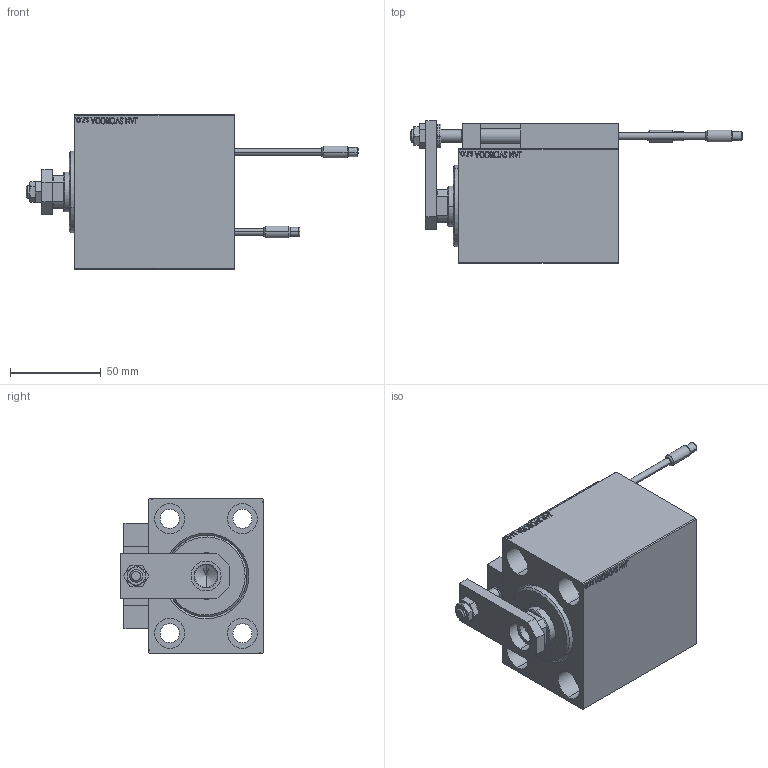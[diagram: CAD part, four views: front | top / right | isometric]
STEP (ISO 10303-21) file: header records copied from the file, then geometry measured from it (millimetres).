
FILE_DESCRIPTION (( 'STEP AP203' ), '1' );
FILE_NAME ('8e73.STEP', '2021-03-19T00:49:52', ( '' ), ( '' ), 'SwSTEP 2.0', 'SolidWorks 2019', '' );
FILE_SCHEMA (( 'CONFIG_CONTROL_DESIGN' ));
Length unit declared in the file: millimetre
Products named in the file (16): V450CM_C_VCP a07e8d9a3b65af03e462b9bd9ecebc9a; ALLEN BOLT D8 a07e8d9a3b65af03e462b9bd9ecebc9a; SWITCH X a07e8d9a3b65af03e462b9bd9ecebc9a; SWITCH DIM B,W a07e8d9a3b65af03e462b9bd9ecebc9a; V450CM_C a07e8d9a3b65af03e462b9bd9ecebc9a; MAGNET a07e8d9a3b65af03e462b9bd9ecebc9a; Block a07e8d9a3b65af03e462b9bd9ecebc9a; ZARAZKA a07e8d9a3b65af03e462b9bd9ecebc9a; 8e73; ALLEN BOLT D5 a07e8d9a3b65af03e462b9bd9ecebc9a; NUT_D12 a07e8d9a3b65af03e462b9bd9ecebc9a; KONCOVKA_Y a07e8d9a3b65af03e462b9bd9ecebc9a; V450CM_VC_B a07e8d9a3b65af03e462b9bd9ecebc9a; SWITCH_X_FRONT_BACK a07e8d9a3b65af03e462b9bd9ecebc9a; TYC_L79 a07e8d9a3b65af03e462b9bd9ecebc9a; NUT_D10 a07e8d9a3b65af03e462b9bd9ecebc9a
Assembly tree (25 placements, depth 3):
  8e73
    V450CM_C a07e8d9a3b65af03e462b9bd9ecebc9a
    SWITCH X a07e8d9a3b65af03e462b9bd9ecebc9a
      SWITCH_X_FRONT_BACK a07e8d9a3b65af03e462b9bd9ecebc9a  x2
      TYC_L79 a07e8d9a3b65af03e462b9bd9ecebc9a
      Block a07e8d9a3b65af03e462b9bd9ecebc9a  x2
      ALLEN BOLT D5 a07e8d9a3b65af03e462b9bd9ecebc9a  x4
      ALLEN BOLT D8 a07e8d9a3b65af03e462b9bd9ecebc9a  x4
      MAGNET a07e8d9a3b65af03e462b9bd9ecebc9a  x2
      KONCOVKA_Y a07e8d9a3b65af03e462b9bd9ecebc9a  x2
    NUT_D12 a07e8d9a3b65af03e462b9bd9ecebc9a
    SWITCH DIM B,W a07e8d9a3b65af03e462b9bd9ecebc9a
    ZARAZKA a07e8d9a3b65af03e462b9bd9ecebc9a
    NUT_D10 a07e8d9a3b65af03e462b9bd9ecebc9a
    V450CM_C_VCP a07e8d9a3b65af03e462b9bd9ecebc9a
    V450CM_VC_B a07e8d9a3b65af03e462b9bd9ecebc9a
Bounding box: 182.7 x 78.5 x 85 mm (x, y, z)
Volume: 458685.6 mm3; surface area: 105414.3 mm2
Topology: 24 solids, 24 shells, 1321 faces, 3155 edges, 2012 vertices
Faces by surface type: plane 570, bspline 380, cylinder 198, cone 121, torus 48, sphere 4
Entity records: 51244 total; most frequent: CARTESIAN_POINT 26243, ORIENTED_EDGE 5286, DIRECTION 3592, EDGE_CURVE 2643, VERTEX_POINT 1724, LINE 1510, VECTOR 1510, EDGE_LOOP 1223
